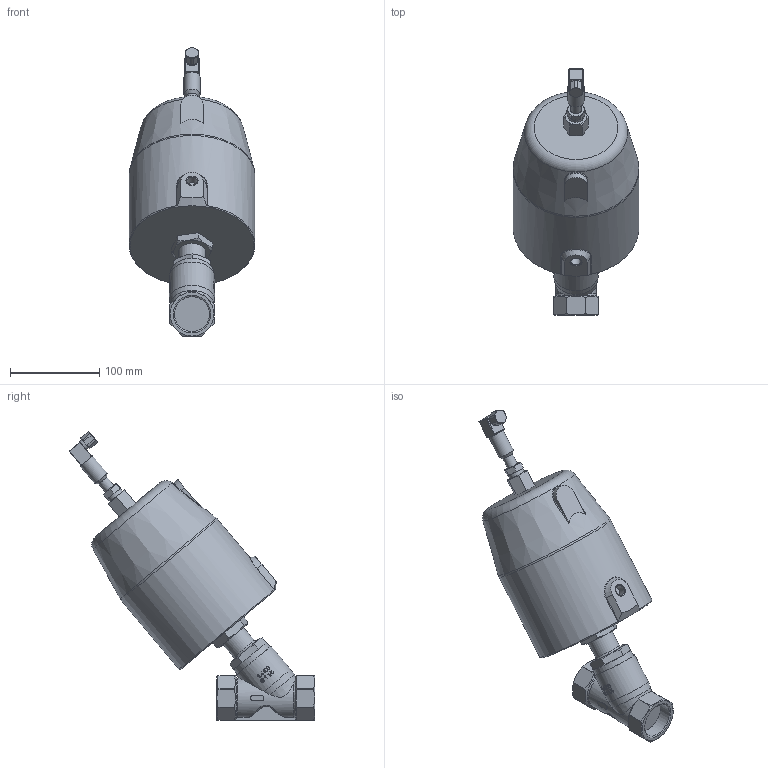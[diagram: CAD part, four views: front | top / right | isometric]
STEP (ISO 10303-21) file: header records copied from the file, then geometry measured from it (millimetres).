
FILE_DESCRIPTION(/* description */ ('2/2 direkt-druckgest.Tellerventil'),/* implementation_level */ '2;1');
FILE_NAME(/* name */ '063.002260_A6326-0804-7163-EA.stp',/* time_stamp */ '2024-10-14T11:32:14+02:00',/* author */ ('CBeuthner'),/* organization */ (''),/* preprocessor_version */ 'ST-DEVELOPER v16.1',/* originating_system */ 'Autodesk Inventor 2016',/* authorisation */ '');
FILE_SCHEMA (('CONFIG_CONTROL_DESIGN'));
Length unit declared in the file: millimetre
Products named in the file (1): 88-006618
Bounding box: 141 x 275.21 x 323.53 mm (x, y, z)
Volume: 2820688.7 mm3; surface area: 141186.8 mm2
Topology: 1 solids, 1 shells, 439 faces, 1128 edges, 721 vertices
Faces by surface type: plane 192, bspline 100, cylinder 82, cone 49, torus 12, sphere 4
Full cylindrical faces by diameter (mm): 11.445 x1, 12 x2, 18 x2, 30 x1, 38.952 x2, 48 x1, 50.5 x1, 141 x1
Entity records: 38590 total; most frequent: CARTESIAN_POINT 28684, ORIENTED_EDGE 2180, DIRECTION 1573, EDGE_CURVE 1090, VERTEX_POINT 710, AXIS2_PLACEMENT_3D 578, EDGE_LOOP 496, FACE_OUTER_BOUND 439
